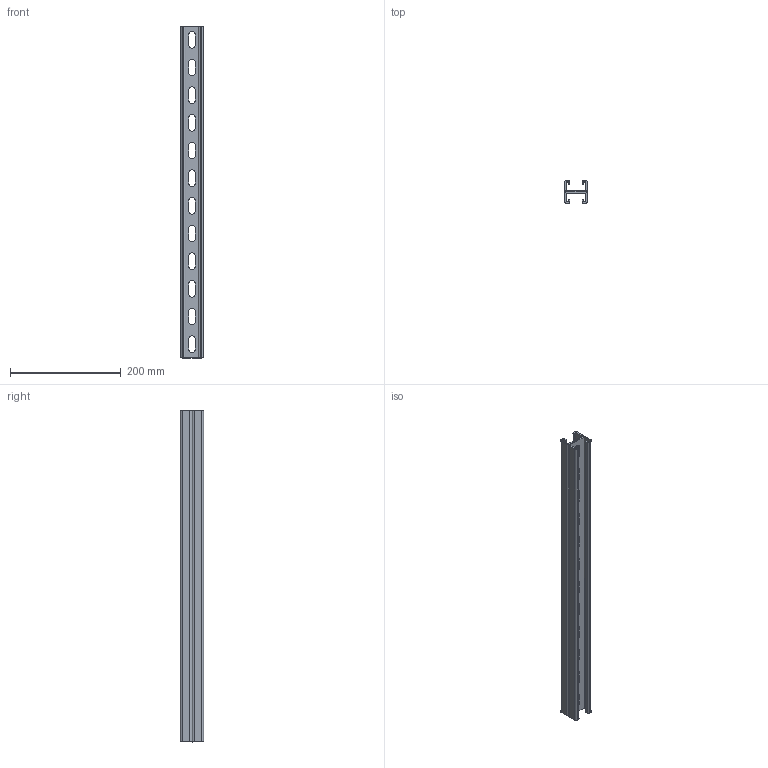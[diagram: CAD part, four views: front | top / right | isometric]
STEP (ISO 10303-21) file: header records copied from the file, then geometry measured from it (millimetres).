
FILE_DESCRIPTION (( 'STEP AP203' ), '1' );
FILE_NAME ('Äâîéíîé STRUT-ïðîôèëü_h21-L600.step', '2022-01-25T09:19:37', ( '' ), ( '' ), 'SwSTEP 2.0', 'SolidWorks 2017', '' );
FILE_SCHEMA (( 'CONFIG_CONTROL_DESIGN' ));
Length unit declared in the file: millimetre
Products named in the file (2): STRUT-镳铘桦黖h21-600; Äâîéíîé STRUT-ïðîôèëü_h21-L600
Assembly tree (2 placements, depth 2):
  Äâîéíîé STRUT-ïðîôèëü_h21-L600
    STRUT-镳铘桦黖h21-600  x2
Bounding box: 41 x 42 x 600 mm (x, y, z)
Volume: 259230.2 mm3; surface area: 225066.5 mm2
Topology: 2 solids, 2 shells, 2060 faces, 6168 edges, 4112 vertices
Faces by surface type: plane 2000, cylinder 60
Entity records: 34284 total; most frequent: CARTESIAN_POINT 6175, ORIENTED_EDGE 6168, DIRECTION 5214, EDGE_CURVE 3084, VECTOR 3024, LINE 3024, VERTEX_POINT 2056, AXIS2_PLACEMENT_3D 1095
